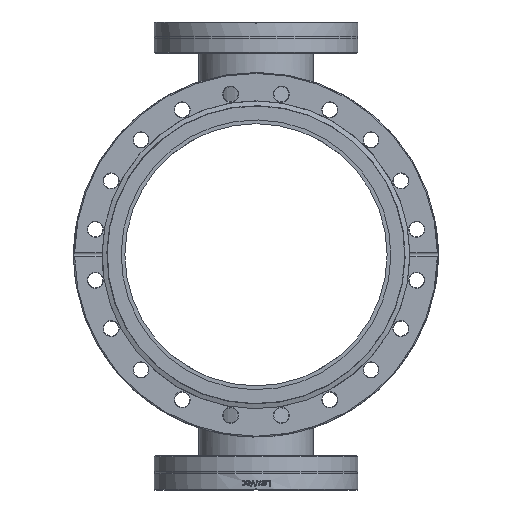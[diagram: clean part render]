
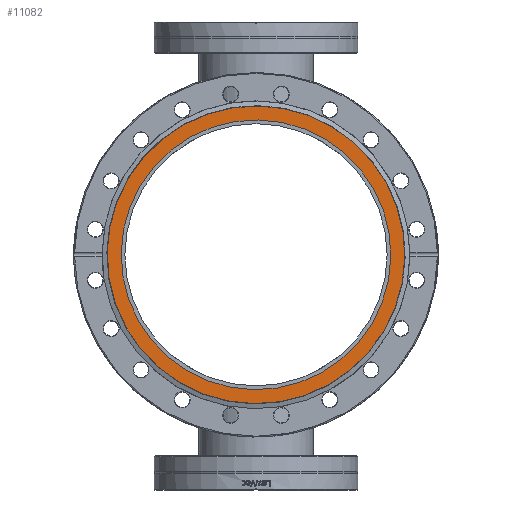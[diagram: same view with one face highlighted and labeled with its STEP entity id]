
A CAD part, front view. The second image highlights one B-rep face of the part: STEP entity #11082.
In plain terms, the highlighted face is planar.
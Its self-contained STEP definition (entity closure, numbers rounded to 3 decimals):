
#1065=FACE_BOUND('',#2174,.T.);
#1217=PLANE('',#11988);
#1496=FACE_OUTER_BOUND('',#2173,.T.);
#2173=EDGE_LOOP('',(#8255,#8256));
#2174=EDGE_LOOP('',(#8257,#8258));
#4130=CIRCLE('',#11986,82.864);
#4131=CIRCLE('',#11987,82.864);
#4132=CIRCLE('',#11989,75.1);
#4133=CIRCLE('',#11990,75.1);
#4795=VERTEX_POINT('',#29179);
#4796=VERTEX_POINT('',#29181);
#4797=VERTEX_POINT('',#29185);
#4798=VERTEX_POINT('',#29186);
#6089=EDGE_CURVE('',#4796,#4795,#4130,.T.);
#6090=EDGE_CURVE('',#4795,#4796,#4131,.T.);
#6091=EDGE_CURVE('',#4797,#4798,#4132,.T.);
#6092=EDGE_CURVE('',#4798,#4797,#4133,.T.);
#8255=ORIENTED_EDGE('',*,*,#6089,.T.);
#8256=ORIENTED_EDGE('',*,*,#6090,.T.);
#8257=ORIENTED_EDGE('',*,*,#6091,.F.);
#8258=ORIENTED_EDGE('',*,*,#6092,.F.);
#11082=ADVANCED_FACE('',(#1496,#1065),#1217,.T.);
#11986=AXIS2_PLACEMENT_3D('',#29182,#13359,#13360);
#11987=AXIS2_PLACEMENT_3D('',#29183,#13361,#13362);
#11988=AXIS2_PLACEMENT_3D('',#29184,#13363,#13364);
#11989=AXIS2_PLACEMENT_3D('',#29187,#13365,#13366);
#11990=AXIS2_PLACEMENT_3D('',#29188,#13367,#13368);
#13359=DIRECTION('center_axis',(0.,1.,0.));
#13360=DIRECTION('ref_axis',(1.,0.,0.));
#13361=DIRECTION('center_axis',(0.,1.,0.));
#13362=DIRECTION('ref_axis',(1.,0.,0.));
#13363=DIRECTION('center_axis',(0.,1.,0.));
#13364=DIRECTION('ref_axis',(0.,0.,1.));
#13365=DIRECTION('center_axis',(0.,1.,0.));
#13366=DIRECTION('ref_axis',(1.,0.,0.));
#13367=DIRECTION('center_axis',(0.,1.,0.));
#13368=DIRECTION('ref_axis',(1.,0.,0.));
#29179=CARTESIAN_POINT('',(82.864,21.23,0.));
#29181=CARTESIAN_POINT('',(-82.864,21.23,0.));
#29182=CARTESIAN_POINT('Origin',(0.,21.23,0.));
#29183=CARTESIAN_POINT('Origin',(0.,21.23,0.));
#29184=CARTESIAN_POINT('Origin',(-75.1,21.23,0.));
#29185=CARTESIAN_POINT('',(-75.1,21.23,0.));
#29186=CARTESIAN_POINT('',(75.1,21.23,0.));
#29187=CARTESIAN_POINT('Origin',(0.,21.23,0.));
#29188=CARTESIAN_POINT('Origin',(0.,21.23,0.));
